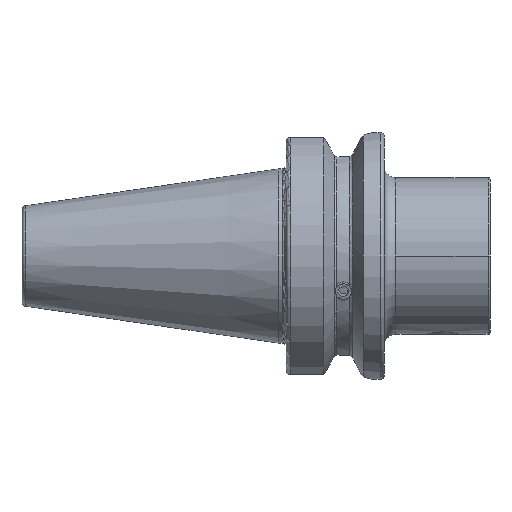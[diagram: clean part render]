
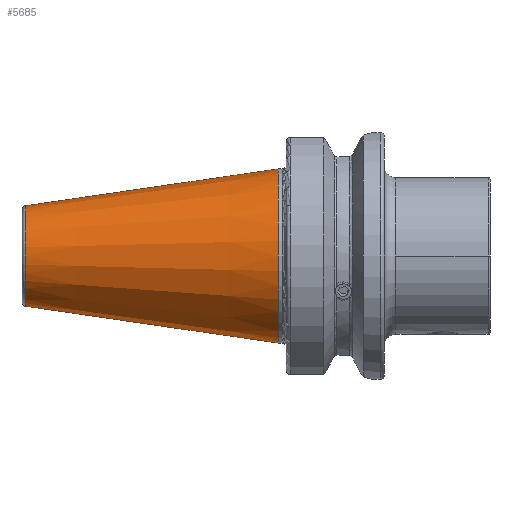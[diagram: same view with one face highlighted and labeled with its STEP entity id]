
A CAD part, front view. The second image highlights one B-rep face of the part: STEP entity #5685.
In plain terms, the highlighted conical face has half-angle 8.297 degrees and reference radius 22.225 mm.
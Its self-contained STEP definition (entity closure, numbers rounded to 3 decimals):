
#210 = CARTESIAN_POINT ( 'NONE',  ( -64.544, 0., 12.812 ) ) ;
#329 = VECTOR ( 'NONE', #6860, 1000. ) ;
#525 = ORIENTED_EDGE ( 'NONE', *, *, #3313, .T. ) ;
#677 = CARTESIAN_POINT ( 'NONE',  ( 0., 0., 0. ) ) ;
#679 = AXIS2_PLACEMENT_3D ( 'NONE', #825, #4571, #1372 ) ;
#725 = CIRCLE ( 'NONE', #679, 22.225 ) ;
#825 = CARTESIAN_POINT ( 'NONE',  ( 0., 0., 0. ) ) ;
#893 = CIRCLE ( 'NONE', #2304, 12.812 ) ;
#1225 = DIRECTION ( 'NONE',  ( 0., 0., -1. ) ) ;
#1372 = DIRECTION ( 'NONE',  ( 0., 0., 1. ) ) ;
#1490 = CARTESIAN_POINT ( 'NONE',  ( -64.544, 0., -12.812 ) ) ;
#1837 = CARTESIAN_POINT ( 'NONE',  ( -64.544, 0., 0. ) ) ;
#2304 = AXIS2_PLACEMENT_3D ( 'NONE', #1837, #5596, #2377 ) ;
#2377 = DIRECTION ( 'NONE',  ( 0., 0., 1. ) ) ;
#2721 = EDGE_CURVE ( 'NONE', #4463, #6400, #2771, .T. ) ;
#2771 = LINE ( 'NONE', #4967, #4355 ) ;
#2821 = VERTEX_POINT ( 'NONE', #2970 ) ;
#2970 = CARTESIAN_POINT ( 'NONE',  ( 0., 0., -22.225 ) ) ;
#3093 = CARTESIAN_POINT ( 'NONE',  ( 0., 0., -22.225 ) ) ;
#3313 = EDGE_CURVE ( 'NONE', #6893, #2821, #6052, .T. ) ;
#3692 = CARTESIAN_POINT ( 'NONE',  ( 0., 0., 22.225 ) ) ;
#3705 = ORIENTED_EDGE ( 'NONE', *, *, #2721, .F. ) ;
#4050 = EDGE_LOOP ( 'NONE', ( #3705, #6245, #525, #6584 ) ) ;
#4355 = VECTOR ( 'NONE', #4410, 1000. ) ;
#4410 = DIRECTION ( 'NONE',  ( 0.99, 0., 0.144 ) ) ;
#4430 = DIRECTION ( 'NONE',  ( 1., 0., 0. ) ) ;
#4463 = VERTEX_POINT ( 'NONE', #210 ) ;
#4571 = DIRECTION ( 'NONE',  ( -1., 0., 0. ) ) ;
#4967 = CARTESIAN_POINT ( 'NONE',  ( 0., 0., 22.225 ) ) ;
#5240 = EDGE_CURVE ( 'NONE', #6893, #4463, #893, .T. ) ;
#5403 = AXIS2_PLACEMENT_3D ( 'NONE', #677, #4430, #1225 ) ;
#5596 = DIRECTION ( 'NONE',  ( -1., 0., 0. ) ) ;
#5685 = ADVANCED_FACE ( 'NONE', ( #6776 ), #6616, .T. ) ;
#6052 = LINE ( 'NONE', #3093, #329 ) ;
#6200 = EDGE_CURVE ( 'NONE', #2821, #6400, #725, .T. ) ;
#6245 = ORIENTED_EDGE ( 'NONE', *, *, #5240, .F. ) ;
#6400 = VERTEX_POINT ( 'NONE', #3692 ) ;
#6584 = ORIENTED_EDGE ( 'NONE', *, *, #6200, .T. ) ;
#6616 = CONICAL_SURFACE ( 'NONE', #5403, 22.225, 0.145 ) ;
#6776 = FACE_OUTER_BOUND ( 'NONE', #4050, .T. ) ;
#6860 = DIRECTION ( 'NONE',  ( 0.99, 0., -0.144 ) ) ;
#6893 = VERTEX_POINT ( 'NONE', #1490 ) ;
